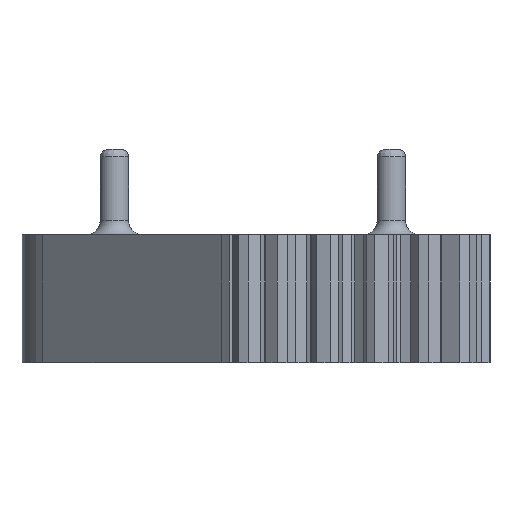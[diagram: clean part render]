
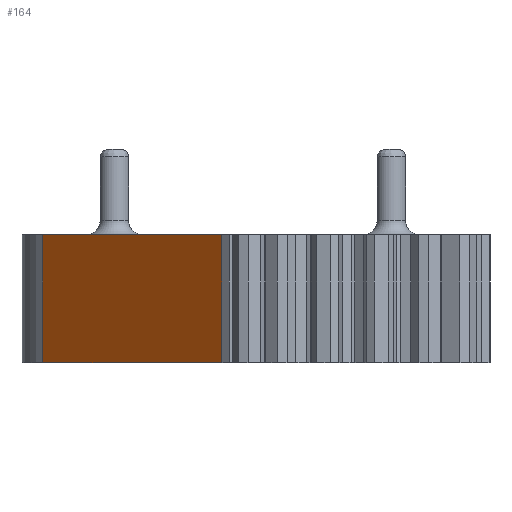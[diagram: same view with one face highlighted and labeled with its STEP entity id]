
A CAD part, front view. The second image highlights one B-rep face of the part: STEP entity #164.
In plain terms, the highlighted planar face has unit normal (-0.707, -0.707, 0).
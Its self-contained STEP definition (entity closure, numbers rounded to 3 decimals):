
#64=PLANE('',#2409);
#164=ADVANCED_FACE('',(#309),#64,.F.);
#309=FACE_OUTER_BOUND('',#418,.T.);
#418=EDGE_LOOP('',(#1138,#1139,#1140,#1141));
#562=LINE('',#3277,#839);
#563=LINE('',#3280,#840);
#564=LINE('',#3282,#841);
#565=LINE('',#3284,#842);
#839=VECTOR('',#2640,1.);
#840=VECTOR('',#2641,1.);
#841=VECTOR('',#2642,1.);
#842=VECTOR('',#2643,1.);
#1138=ORIENTED_EDGE('',*,*,#2030,.F.);
#1139=ORIENTED_EDGE('',*,*,#2031,.T.);
#1140=ORIENTED_EDGE('',*,*,#2032,.T.);
#1141=ORIENTED_EDGE('',*,*,#2033,.T.);
#1804=VERTEX_POINT('',#3278);
#1805=VERTEX_POINT('',#3279);
#1806=VERTEX_POINT('',#3281);
#1807=VERTEX_POINT('',#3283);
#2030=EDGE_CURVE('',#1804,#1805,#562,.T.);
#2031=EDGE_CURVE('',#1804,#1806,#563,.T.);
#2032=EDGE_CURVE('',#1806,#1807,#564,.T.);
#2033=EDGE_CURVE('',#1807,#1805,#565,.T.);
#2409=AXIS2_PLACEMENT_3D('',#3285,#2644,#2645);
#2640=DIRECTION('',(0.707,-0.707,0.));
#2641=DIRECTION('',(0.,0.,-1.));
#2642=DIRECTION('',(0.707,-0.707,0.));
#2643=DIRECTION('',(0.,0.,1.));
#2644=DIRECTION('',(0.707,0.707,0.));
#2645=DIRECTION('',(-0.707,0.707,0.));
#3277=CARTESIAN_POINT('',(-31.,-16.485,9.));
#3278=CARTESIAN_POINT('',(-29.536,-17.95,9.));
#3279=CARTESIAN_POINT('',(-14.764,-32.721,9.));
#3280=CARTESIAN_POINT('',(-29.536,-17.95,9.));
#3281=CARTESIAN_POINT('',(-29.536,-17.95,0.));
#3282=CARTESIAN_POINT('',(-31.,-16.485,0.));
#3283=CARTESIAN_POINT('',(-14.764,-32.721,0.));
#3284=CARTESIAN_POINT('',(-14.764,-32.721,9.));
#3285=CARTESIAN_POINT('',(-31.,-16.485,9.));
